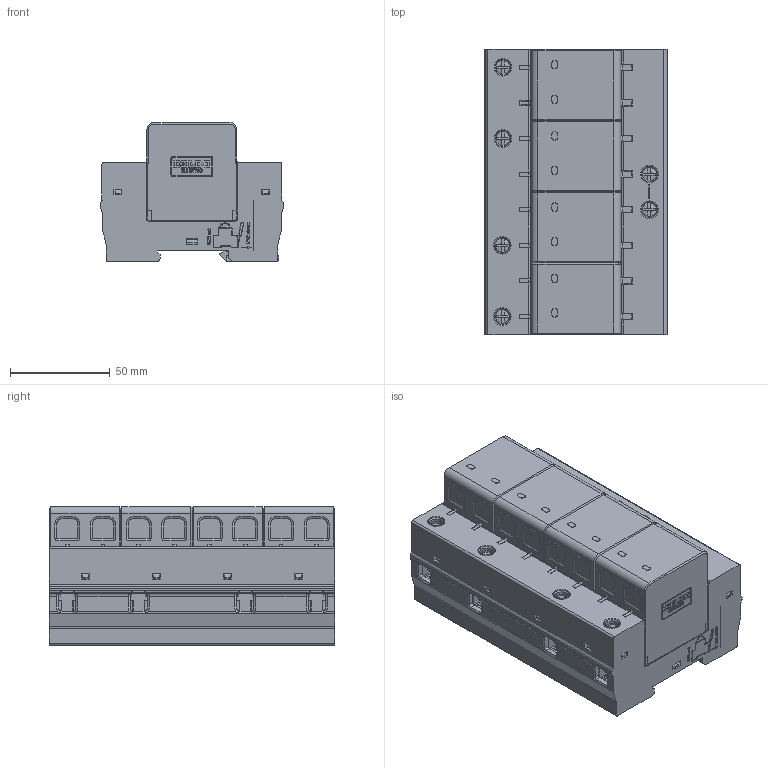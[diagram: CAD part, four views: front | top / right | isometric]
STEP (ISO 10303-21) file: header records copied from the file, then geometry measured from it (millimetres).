
FILE_DESCRIPTION((''),'2;1');
FILE_NAME('PRT0004','2025-06-20T',('weiren.liu'),(''),'PRO/ENGINEER BY PARAMETRIC TECHNOLOGY CORPORATION, 2017170','PRO/ENGINEER BY PARAMETRIC TECHNOLOGY CORPORATION, 2017170','');
FILE_SCHEMA(('CONFIG_CONTROL_DESIGN'));
Products named in the file (1): PRT0004
Bounding box: 92 x 142.8 x 69.5 mm (x, y, z)
Volume: 243863.9 mm3; surface area: 272311.2 mm2
Topology: 1 solids, 6 shells, 8257 faces, 23839 edges, 15546 vertices
Faces by surface type: plane 7003, cylinder 944, cone 148, torus 102, bspline 36, sphere 24
Entity records: 277059 total; most frequent: CARTESIAN_POINT 59408, ORIENTED_EDGE 47654, DIRECTION 41645, EDGE_CURVE 23827, VECTOR 20883, LINE 20883, VERTEX_POINT 15546, AXIS2_PLACEMENT_3D 10381
